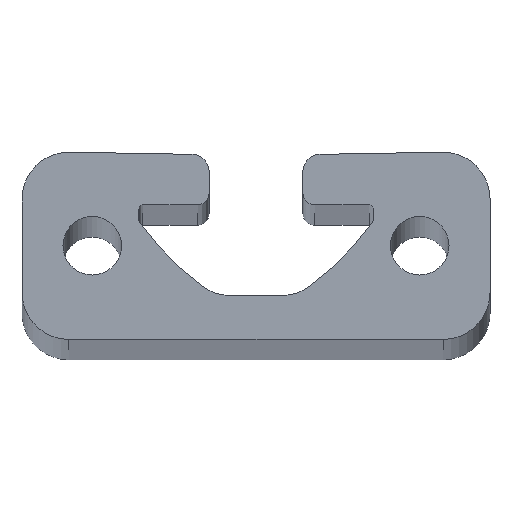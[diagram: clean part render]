
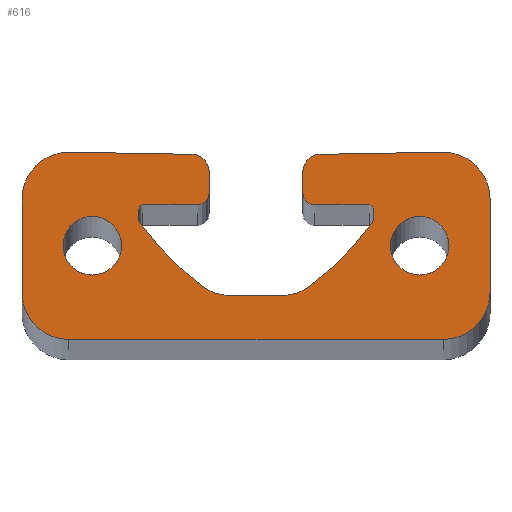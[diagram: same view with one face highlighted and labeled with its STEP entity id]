
A CAD part, top view. The second image highlights one B-rep face of the part: STEP entity #616.
In plain terms, the highlighted planar face has unit normal (0, 0, 1).
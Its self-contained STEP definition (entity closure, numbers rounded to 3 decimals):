
#26=PLANE($,#687);
#31=LINE($,#903,#83);
#35=LINE($,#915,#87);
#39=LINE($,#927,#91);
#43=LINE($,#939,#95);
#47=LINE($,#951,#99);
#51=LINE($,#963,#103);
#57=LINE($,#987,#109);
#63=LINE($,#1011,#115);
#67=LINE($,#1023,#119);
#71=LINE($,#1035,#123);
#75=LINE($,#1047,#127);
#79=LINE($,#1057,#131);
#83=VECTOR($,#714,32.);
#87=VECTOR($,#726,8.);
#91=VECTOR($,#738,10.458);
#95=VECTOR($,#750,1.817);
#99=VECTOR($,#762,4.7);
#103=VECTOR($,#774,1.039);
#109=VECTOR($,#800,4.386);
#115=VECTOR($,#826,1.039);
#119=VECTOR($,#838,4.7);
#123=VECTOR($,#850,1.817);
#127=VECTOR($,#862,10.458);
#131=VECTOR($,#874,8.);
#134=FACE_BOUND($,#202,.T.);
#135=FACE_BOUND($,#203,.T.);
#136=FACE_BOUND($,#204,.T.);
#202=EDGE_LOOP($,(#508));
#203=EDGE_LOOP($,(#509));
#204=EDGE_LOOP($,(#510,#511,#512,#513,#514,#515,#516,#517,#518,#519,#520,
#521,#522,#523,#524,#525,#526,#527,#528,#529,#530,#531,#532,#533,#534,#535,
#536,#537));
#208=CIRCLE($,#622,2.5);
#210=CIRCLE($,#625,2.5);
#213=CIRCLE($,#629,4.);
#215=CIRCLE($,#633,4.);
#217=CIRCLE($,#637,4.);
#219=CIRCLE($,#641,1.5);
#221=CIRCLE($,#645,1.);
#223=CIRCLE($,#649,0.3);
#225=CIRCLE($,#653,0.3);
#227=CIRCLE($,#656,25.);
#229=CIRCLE($,#659,4.);
#231=CIRCLE($,#663,4.);
#233=CIRCLE($,#666,25.);
#235=CIRCLE($,#669,0.3);
#237=CIRCLE($,#673,0.3);
#239=CIRCLE($,#677,1.);
#241=CIRCLE($,#681,1.5);
#243=CIRCLE($,#685,4.);
#244=VERTEX_POINT($,#881);
#246=VERTEX_POINT($,#886);
#250=VERTEX_POINT($,#894);
#251=VERTEX_POINT($,#896);
#253=VERTEX_POINT($,#902);
#255=VERTEX_POINT($,#908);
#257=VERTEX_POINT($,#914);
#259=VERTEX_POINT($,#920);
#261=VERTEX_POINT($,#926);
#263=VERTEX_POINT($,#932);
#265=VERTEX_POINT($,#938);
#267=VERTEX_POINT($,#944);
#269=VERTEX_POINT($,#950);
#271=VERTEX_POINT($,#956);
#273=VERTEX_POINT($,#962);
#275=VERTEX_POINT($,#968);
#277=VERTEX_POINT($,#974);
#279=VERTEX_POINT($,#980);
#281=VERTEX_POINT($,#986);
#283=VERTEX_POINT($,#992);
#285=VERTEX_POINT($,#998);
#287=VERTEX_POINT($,#1004);
#289=VERTEX_POINT($,#1010);
#291=VERTEX_POINT($,#1016);
#293=VERTEX_POINT($,#1022);
#295=VERTEX_POINT($,#1028);
#297=VERTEX_POINT($,#1034);
#299=VERTEX_POINT($,#1040);
#301=VERTEX_POINT($,#1046);
#303=VERTEX_POINT($,#1052);
#304=EDGE_CURVE($,#244,#244,#208,.T.);
#306=EDGE_CURVE($,#246,#246,#210,.T.);
#310=EDGE_CURVE($,#251,#250,#213,.T.);
#313=EDGE_CURVE($,#253,#251,#31,.T.);
#316=EDGE_CURVE($,#255,#253,#215,.T.);
#319=EDGE_CURVE($,#257,#255,#35,.T.);
#322=EDGE_CURVE($,#259,#257,#217,.T.);
#325=EDGE_CURVE($,#261,#259,#39,.T.);
#328=EDGE_CURVE($,#263,#261,#219,.T.);
#331=EDGE_CURVE($,#265,#263,#43,.T.);
#334=EDGE_CURVE($,#267,#265,#221,.T.);
#337=EDGE_CURVE($,#269,#267,#47,.T.);
#340=EDGE_CURVE($,#271,#269,#223,.T.);
#343=EDGE_CURVE($,#273,#271,#51,.T.);
#346=EDGE_CURVE($,#275,#273,#225,.T.);
#349=EDGE_CURVE($,#277,#275,#227,.T.);
#352=EDGE_CURVE($,#279,#277,#229,.T.);
#355=EDGE_CURVE($,#281,#279,#57,.T.);
#358=EDGE_CURVE($,#283,#281,#231,.T.);
#361=EDGE_CURVE($,#285,#283,#233,.T.);
#364=EDGE_CURVE($,#287,#285,#235,.T.);
#367=EDGE_CURVE($,#289,#287,#63,.T.);
#370=EDGE_CURVE($,#291,#289,#237,.T.);
#373=EDGE_CURVE($,#293,#291,#67,.T.);
#376=EDGE_CURVE($,#295,#293,#239,.T.);
#379=EDGE_CURVE($,#297,#295,#71,.T.);
#382=EDGE_CURVE($,#299,#297,#241,.T.);
#385=EDGE_CURVE($,#301,#299,#75,.T.);
#388=EDGE_CURVE($,#303,#301,#243,.T.);
#391=EDGE_CURVE($,#250,#303,#79,.T.);
#508=ORIENTED_EDGE($,*,*,#304,.T.);
#509=ORIENTED_EDGE($,*,*,#306,.T.);
#510=ORIENTED_EDGE($,*,*,#391,.T.);
#511=ORIENTED_EDGE($,*,*,#388,.T.);
#512=ORIENTED_EDGE($,*,*,#385,.T.);
#513=ORIENTED_EDGE($,*,*,#382,.T.);
#514=ORIENTED_EDGE($,*,*,#379,.T.);
#515=ORIENTED_EDGE($,*,*,#376,.T.);
#516=ORIENTED_EDGE($,*,*,#373,.T.);
#517=ORIENTED_EDGE($,*,*,#370,.T.);
#518=ORIENTED_EDGE($,*,*,#367,.T.);
#519=ORIENTED_EDGE($,*,*,#364,.T.);
#520=ORIENTED_EDGE($,*,*,#361,.T.);
#521=ORIENTED_EDGE($,*,*,#358,.T.);
#522=ORIENTED_EDGE($,*,*,#355,.T.);
#523=ORIENTED_EDGE($,*,*,#352,.T.);
#524=ORIENTED_EDGE($,*,*,#349,.T.);
#525=ORIENTED_EDGE($,*,*,#346,.T.);
#526=ORIENTED_EDGE($,*,*,#343,.T.);
#527=ORIENTED_EDGE($,*,*,#340,.T.);
#528=ORIENTED_EDGE($,*,*,#337,.T.);
#529=ORIENTED_EDGE($,*,*,#334,.T.);
#530=ORIENTED_EDGE($,*,*,#331,.T.);
#531=ORIENTED_EDGE($,*,*,#328,.T.);
#532=ORIENTED_EDGE($,*,*,#325,.T.);
#533=ORIENTED_EDGE($,*,*,#322,.T.);
#534=ORIENTED_EDGE($,*,*,#319,.T.);
#535=ORIENTED_EDGE($,*,*,#316,.T.);
#536=ORIENTED_EDGE($,*,*,#313,.T.);
#537=ORIENTED_EDGE($,*,*,#310,.T.);
#616=ADVANCED_FACE($,(#134,#135,#136),#26,.T.);
#622=AXIS2_PLACEMENT_3D($,#882,#693,#694);
#625=AXIS2_PLACEMENT_3D($,#887,#699,#700);
#629=AXIS2_PLACEMENT_3D($,#897,#708,#709);
#633=AXIS2_PLACEMENT_3D($,#909,#720,#721);
#637=AXIS2_PLACEMENT_3D($,#921,#732,#733);
#641=AXIS2_PLACEMENT_3D($,#933,#744,#745);
#645=AXIS2_PLACEMENT_3D($,#945,#756,#757);
#649=AXIS2_PLACEMENT_3D($,#957,#768,#769);
#653=AXIS2_PLACEMENT_3D($,#969,#780,#781);
#656=AXIS2_PLACEMENT_3D($,#975,#787,#788);
#659=AXIS2_PLACEMENT_3D($,#981,#794,#795);
#663=AXIS2_PLACEMENT_3D($,#993,#806,#807);
#666=AXIS2_PLACEMENT_3D($,#999,#813,#814);
#669=AXIS2_PLACEMENT_3D($,#1005,#820,#821);
#673=AXIS2_PLACEMENT_3D($,#1017,#832,#833);
#677=AXIS2_PLACEMENT_3D($,#1029,#844,#845);
#681=AXIS2_PLACEMENT_3D($,#1041,#856,#857);
#685=AXIS2_PLACEMENT_3D($,#1053,#868,#869);
#687=AXIS2_PLACEMENT_3D($,#1058,#875,#876);
#693=DIRECTION('center_axis',(0.,0.,-1.));
#694=DIRECTION('ref_axis',(-1.,0.,0.));
#699=DIRECTION('center_axis',(0.,0.,-1.));
#700=DIRECTION('ref_axis',(-1.,0.,0.));
#708=DIRECTION('center_axis',(0.,0.,1.));
#709=DIRECTION('ref_axis',(0.,-1.,0.));
#714=DIRECTION($,(1.,0.,0.));
#720=DIRECTION('center_axis',(0.,0.,1.));
#721=DIRECTION('ref_axis',(-1.,0.,0.));
#726=DIRECTION($,(0.,-1.,0.));
#732=DIRECTION('center_axis',(0.,0.,1.));
#733=DIRECTION('ref_axis',(0.017,1.,0.));
#738=DIRECTION($,(-1.,0.017,0.));
#744=DIRECTION('center_axis',(0.,0.,1.));
#745=DIRECTION('ref_axis',(1.,0.,0.));
#750=DIRECTION($,(0.,1.,0.));
#756=DIRECTION('center_axis',(0.,0.,1.));
#757=DIRECTION('ref_axis',(0.,-1.,0.));
#762=DIRECTION($,(1.,0.,0.));
#768=DIRECTION('center_axis',(0.,0.,-1.));
#769=DIRECTION('ref_axis',(0.,-1.,0.));
#774=DIRECTION($,(0.,1.,0.));
#780=DIRECTION('center_axis',(0.,0.,-1.));
#781=DIRECTION('ref_axis',(1.,0.,0.));
#787=DIRECTION('center_axis',(0.,0.,-1.));
#788=DIRECTION('ref_axis',(0.811,0.585,0.));
#794=DIRECTION('center_axis',(0.,0.,-1.));
#795=DIRECTION('ref_axis',(0.597,0.802,0.));
#800=DIRECTION($,(-1.,0.,0.));
#806=DIRECTION('center_axis',(0.,0.,-1.));
#807=DIRECTION('ref_axis',(0.,1.,0.));
#813=DIRECTION('center_axis',(0.,0.,-1.));
#814=DIRECTION('ref_axis',(-0.597,0.802,0.));
#820=DIRECTION('center_axis',(0.,0.,-1.));
#821=DIRECTION('ref_axis',(-0.811,0.585,0.));
#826=DIRECTION($,(0.,-1.,0.));
#832=DIRECTION('center_axis',(0.,0.,-1.));
#833=DIRECTION('ref_axis',(-1.,0.,0.));
#838=DIRECTION($,(1.,0.,0.));
#844=DIRECTION('center_axis',(0.,0.,1.));
#845=DIRECTION('ref_axis',(-1.,0.,0.));
#850=DIRECTION($,(0.,-1.,0.));
#856=DIRECTION('center_axis',(0.,0.,1.));
#857=DIRECTION('ref_axis',(-0.017,1.,0.));
#862=DIRECTION($,(-1.,-0.017,0.));
#868=DIRECTION('center_axis',(0.,0.,1.));
#869=DIRECTION('ref_axis',(1.,0.,0.));
#874=DIRECTION($,(0.,1.,0.));
#875=DIRECTION('center_axis',(0.,0.,1.));
#876=DIRECTION('ref_axis',(1.,0.,0.));
#881=CARTESIAN_POINT('',(12.052,11.428,1000.));
#882=CARTESIAN_POINT('Origin',(9.552,11.428,1000.));
#886=CARTESIAN_POINT('',(40.052,11.428,1000.));
#887=CARTESIAN_POINT('Origin',(37.552,11.428,1000.));
#894=CARTESIAN_POINT('',(43.552,7.428,1000.));
#896=CARTESIAN_POINT('',(39.552,3.428,1000.));
#897=CARTESIAN_POINT('Origin',(39.552,7.428,1000.));
#902=CARTESIAN_POINT('',(7.552,3.428,1000.));
#903=CARTESIAN_POINT($,(7.552,3.428,1000.));
#908=CARTESIAN_POINT('',(3.552,7.428,1000.));
#909=CARTESIAN_POINT('Origin',(7.552,7.428,1000.));
#914=CARTESIAN_POINT('',(3.552,15.428,1000.));
#915=CARTESIAN_POINT($,(3.552,15.428,1000.));
#920=CARTESIAN_POINT('',(7.622,19.427,1000.));
#921=CARTESIAN_POINT('Origin',(7.552,15.428,1000.));
#926=CARTESIAN_POINT('',(18.078,19.245,1000.));
#927=CARTESIAN_POINT($,(18.078,19.245,1000.));
#932=CARTESIAN_POINT('',(19.552,17.745,1000.));
#933=CARTESIAN_POINT('Origin',(18.052,17.745,1000.));
#938=CARTESIAN_POINT('',(19.552,15.928,1000.));
#939=CARTESIAN_POINT($,(19.552,15.928,1000.));
#944=CARTESIAN_POINT('',(18.552,14.928,1000.));
#945=CARTESIAN_POINT('Origin',(18.552,15.928,1000.));
#950=CARTESIAN_POINT('',(13.852,14.928,1000.));
#951=CARTESIAN_POINT($,(13.852,14.928,1000.));
#956=CARTESIAN_POINT('',(13.552,14.628,1000.));
#957=CARTESIAN_POINT('Origin',(13.852,14.628,1000.));
#962=CARTESIAN_POINT('',(13.552,13.589,1000.));
#963=CARTESIAN_POINT($,(13.552,13.589,1000.));
#968=CARTESIAN_POINT('',(13.609,13.413,1000.));
#969=CARTESIAN_POINT('Origin',(13.852,13.589,1000.));
#974=CARTESIAN_POINT('',(18.972,7.968,1000.));
#975=CARTESIAN_POINT('Origin',(33.892,28.028,1000.));
#980=CARTESIAN_POINT('',(21.359,7.178,1000.));
#981=CARTESIAN_POINT('Origin',(21.359,11.178,1000.));
#986=CARTESIAN_POINT('',(25.745,7.178,1000.));
#987=CARTESIAN_POINT($,(25.745,7.178,1000.));
#992=CARTESIAN_POINT('',(28.132,7.968,1000.));
#993=CARTESIAN_POINT('Origin',(25.745,11.178,1000.));
#998=CARTESIAN_POINT('',(33.495,13.413,1000.));
#999=CARTESIAN_POINT('Origin',(13.212,28.028,1000.));
#1004=CARTESIAN_POINT('',(33.552,13.589,1000.));
#1005=CARTESIAN_POINT('Origin',(33.252,13.589,1000.));
#1010=CARTESIAN_POINT('',(33.552,14.628,1000.));
#1011=CARTESIAN_POINT($,(33.552,14.628,1000.));
#1016=CARTESIAN_POINT('',(33.252,14.928,1000.));
#1017=CARTESIAN_POINT('Origin',(33.252,14.628,1000.));
#1022=CARTESIAN_POINT('',(28.552,14.928,1000.));
#1023=CARTESIAN_POINT($,(28.552,14.928,1000.));
#1028=CARTESIAN_POINT('',(27.552,15.928,1000.));
#1029=CARTESIAN_POINT('Origin',(28.552,15.928,1000.));
#1034=CARTESIAN_POINT('',(27.552,17.745,1000.));
#1035=CARTESIAN_POINT($,(27.552,17.745,1000.));
#1040=CARTESIAN_POINT('',(29.026,19.245,1000.));
#1041=CARTESIAN_POINT('Origin',(29.052,17.745,1000.));
#1046=CARTESIAN_POINT('',(39.482,19.427,1000.));
#1047=CARTESIAN_POINT($,(39.482,19.427,1000.));
#1052=CARTESIAN_POINT('',(43.552,15.428,1000.));
#1053=CARTESIAN_POINT('Origin',(39.552,15.428,1000.));
#1057=CARTESIAN_POINT($,(43.552,7.428,1000.));
#1058=CARTESIAN_POINT('Origin',(23.552,11.134,1000.));
